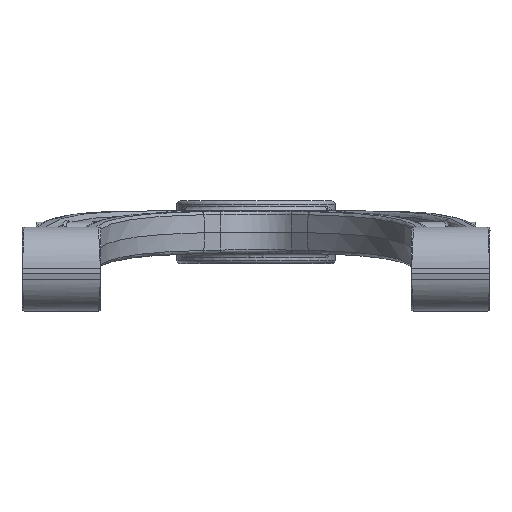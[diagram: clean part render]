
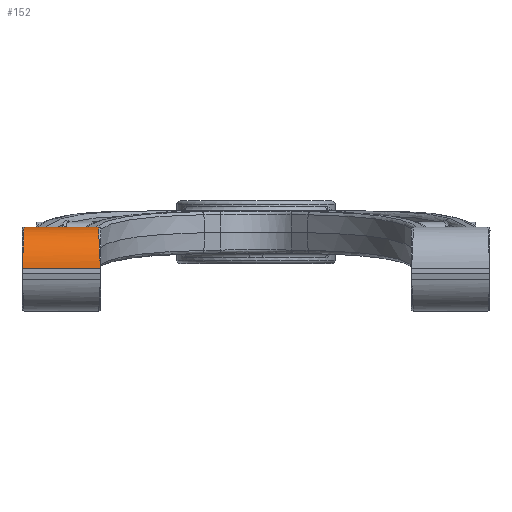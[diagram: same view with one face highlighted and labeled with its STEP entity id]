
A CAD part, top view. The second image highlights one B-rep face of the part: STEP entity #152.
In plain terms, the highlighted cylindrical face has radius 25 mm (diameter 50 mm), a partial arc.
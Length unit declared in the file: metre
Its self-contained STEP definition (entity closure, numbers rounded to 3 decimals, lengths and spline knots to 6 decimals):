
#152 = ADVANCED_FACE( '', ( #801 ), #802, .T. );
#801 = FACE_OUTER_BOUND( '', #6940, .T. );
#802 = CYLINDRICAL_SURFACE( '', #6941, 0.025 );
#6940 = EDGE_LOOP( '', ( #29912, #29913, #29914, #29915 ) );
#6941 = AXIS2_PLACEMENT_3D( '', #29916, #29917, #29918 );
#29912 = ORIENTED_EDGE( '', *, *, #32948, .T. );
#29913 = ORIENTED_EDGE( '', *, *, #32954, .T. );
#29914 = ORIENTED_EDGE( '', *, *, #32922, .T. );
#29915 = ORIENTED_EDGE( '', *, *, #32955, .T. );
#29916 = CARTESIAN_POINT( '', ( -0.00061, 0.547256, -0.334852 ) );
#29917 = DIRECTION( '', ( 1., 0., 0. ) );
#29918 = DIRECTION( '', ( 0., 1., 0. ) );
#32922 = EDGE_CURVE( '', #34450, #34440, #34451, .T. );
#32948 = EDGE_CURVE( '', #34496, #34494, #34497, .T. );
#32954 = EDGE_CURVE( '', #34494, #34450, #34505, .T. );
#32955 = EDGE_CURVE( '', #34440, #34496, #34506, .T. );
#34440 = VERTEX_POINT( '', #39189 );
#34450 = VERTEX_POINT( '', #39207 );
#34451 = LINE( '', #39208, #39209 );
#34494 = VERTEX_POINT( '', #39453 );
#34496 = VERTEX_POINT( '', #39493 );
#34497 = LINE( '', #39494, #39495 );
#34505 = B_SPLINE_CURVE_WITH_KNOTS( '', 5, ( #39586, #39587, #39588, #39589, #39590, #39591, #39592, #39593, #39594, #39595, #39596, #39597, #39598, #39599, #39600 ), .UNSPECIFIED., .F., .F., ( 6, 3, 3, 3, 6 ), ( 0., 16.368754, 32.750306, 49.151179, 52.796996 ), .UNSPECIFIED. );
#34506 = B_SPLINE_CURVE_WITH_KNOTS( '', 3, ( #39601, #39602, #39603, #39604, #39605, #39606, #39607, #39608, #39609, #39610, #39611, #39612, #39613, #39614, #39615, #39616, #39617, #39618, #39619, #39620, #39621, #39622, #39623, #39624, #39625, #39626, #39627, #39628, #39629, #39630, #39631, #39632, #39633, #39634, #39635, #39636, #39637, #39638, #39639, #39640, #39641, #39642, #39643 ), .UNSPECIFIED., .F., .F., ( 4, 1, 1, 1, 1, 1, 1, 1, 1, 1, 1, 1, 1, 1, 1, 1, 1, 1, 1, 1, 1, 1, 1, 1, 1, 1, 1, 1, 1, 1, 1, 1, 1, 1, 1, 1, 1, 1, 1, 1, 4 ), ( 0., 0.013455, 0.026711, 0.039768, 0.052626, 0.065285, 0.077745, 0.090006, 0.102067, 0.11393, 0.125594, 0.137059, 0.148325, 0.159392, 0.17026, 0.180929, 0.191399, 0.20167, 0.211742, 0.221614, 0.231288, 0.240763, 0.250039, 0.316049, 0.379711, 0.441025, 0.499991, 0.564031, 0.627037, 0.68901, 0.749951, 0.775075, 0.800173, 0.825244, 0.850288, 0.875306, 0.900297, 0.925262, 0.950201, 0.975114, 1. ), .UNSPECIFIED. );
#39189 = CARTESIAN_POINT( '', ( -0.092649, 0.547692, -0.309856 ) );
#39207 = CARTESIAN_POINT( '', ( -0.139126, 0.547692, -0.309856 ) );
#39208 = CARTESIAN_POINT( '', ( -0.00061, 0.547692, -0.309856 ) );
#39209 = VECTOR( '', #49482, 1. );
#39453 = CARTESIAN_POINT( '', ( -0.138079, 0.572256, -0.334852 ) );
#39493 = CARTESIAN_POINT( '', ( -0.093696, 0.572256, -0.334852 ) );
#39494 = CARTESIAN_POINT( '', ( -0.00061, 0.572256, -0.334852 ) );
#39495 = VECTOR( '', #49488, 1. );
#39586 = CARTESIAN_POINT( '', ( -0.138079, 0.572256, -0.334852 ) );
#39587 = CARTESIAN_POINT( '', ( -0.138066, 0.572256, -0.332443 ) );
#39588 = CARTESIAN_POINT( '', ( -0.138067, 0.571966, -0.330034 ) );
#39589 = CARTESIAN_POINT( '', ( -0.138082, 0.571385, -0.327671 ) );
#39590 = CARTESIAN_POINT( '', ( -0.13814, 0.569666, -0.323131 ) );
#39591 = CARTESIAN_POINT( '', ( -0.13825, 0.566918, -0.319129 ) );
#39592 = CARTESIAN_POINT( '', ( -0.138318, 0.565308, -0.317304 ) );
#39593 = CARTESIAN_POINT( '', ( -0.138475, 0.561678, -0.314077 ) );
#39594 = CARTESIAN_POINT( '', ( -0.13867, 0.557387, -0.311805 ) );
#39595 = CARTESIAN_POINT( '', ( -0.138775, 0.555113, -0.310934 ) );
#39596 = CARTESIAN_POINT( '', ( -0.138909, 0.552233, -0.310215 ) );
#39597 = CARTESIAN_POINT( '', ( -0.139049, 0.549299, -0.309927 ) );
#39598 = CARTESIAN_POINT( '', ( -0.139075, 0.548764, -0.309889 ) );
#39599 = CARTESIAN_POINT( '', ( -0.139101, 0.548228, -0.309865 ) );
#39600 = CARTESIAN_POINT( '', ( -0.139126, 0.547692, -0.309856 ) );
#39601 = CARTESIAN_POINT( '', ( -0.092649, 0.547692, -0.309856 ) );
#39602 = CARTESIAN_POINT( '', ( -0.092657, 0.547866, -0.30986 ) );
#39603 = CARTESIAN_POINT( '', ( -0.092674, 0.548212, -0.309868 ) );
#39604 = CARTESIAN_POINT( '', ( -0.092698, 0.548725, -0.309894 ) );
#39605 = CARTESIAN_POINT( '', ( -0.092722, 0.549231, -0.309928 ) );
#39606 = CARTESIAN_POINT( '', ( -0.092746, 0.549728, -0.309973 ) );
#39607 = CARTESIAN_POINT( '', ( -0.092769, 0.550216, -0.310026 ) );
#39608 = CARTESIAN_POINT( '', ( -0.092792, 0.550696, -0.310088 ) );
#39609 = CARTESIAN_POINT( '', ( -0.092814, 0.551166, -0.310158 ) );
#39610 = CARTESIAN_POINT( '', ( -0.092836, 0.551628, -0.310236 ) );
#39611 = CARTESIAN_POINT( '', ( -0.092857, 0.55208, -0.31032 ) );
#39612 = CARTESIAN_POINT( '', ( -0.092878, 0.552524, -0.310412 ) );
#39613 = CARTESIAN_POINT( '', ( -0.092899, 0.552958, -0.31051 ) );
#39614 = CARTESIAN_POINT( '', ( -0.092918, 0.553382, -0.310613 ) );
#39615 = CARTESIAN_POINT( '', ( -0.092938, 0.553798, -0.310722 ) );
#39616 = CARTESIAN_POINT( '', ( -0.092957, 0.554204, -0.310836 ) );
#39617 = CARTESIAN_POINT( '', ( -0.092975, 0.554601, -0.310954 ) );
#39618 = CARTESIAN_POINT( '', ( -0.092993, 0.554988, -0.311077 ) );
#39619 = CARTESIAN_POINT( '', ( -0.093011, 0.555366, -0.311203 ) );
#39620 = CARTESIAN_POINT( '', ( -0.093028, 0.555735, -0.311333 ) );
#39621 = CARTESIAN_POINT( '', ( -0.093045, 0.556094, -0.311465 ) );
#39622 = CARTESIAN_POINT( '', ( -0.093061, 0.556444, -0.311601 ) );
#39623 = CARTESIAN_POINT( '', ( -0.093077, 0.556785, -0.311739 ) );
#39624 = CARTESIAN_POINT( '', ( -0.093123, 0.557796, -0.312164 ) );
#39625 = CARTESIAN_POINT( '', ( -0.093197, 0.559413, -0.312958 ) );
#39626 = CARTESIAN_POINT( '', ( -0.093291, 0.561513, -0.314268 ) );
#39627 = CARTESIAN_POINT( '', ( -0.093374, 0.563404, -0.315719 ) );
#39628 = CARTESIAN_POINT( '', ( -0.09345, 0.565155, -0.317344 ) );
#39629 = CARTESIAN_POINT( '', ( -0.093517, 0.566758, -0.319146 ) );
#39630 = CARTESIAN_POINT( '', ( -0.093575, 0.568199, -0.321128 ) );
#39631 = CARTESIAN_POINT( '', ( -0.093623, 0.569421, -0.323206 ) );
#39632 = CARTESIAN_POINT( '', ( -0.093652, 0.570231, -0.324946 ) );
#39633 = CARTESIAN_POINT( '', ( -0.09367, 0.57075, -0.326289 ) );
#39634 = CARTESIAN_POINT( '', ( -0.09368, 0.571066, -0.327211 ) );
#39635 = CARTESIAN_POINT( '', ( -0.093689, 0.571346, -0.328144 ) );
#39636 = CARTESIAN_POINT( '', ( -0.093695, 0.571589, -0.329087 ) );
#39637 = CARTESIAN_POINT( '', ( -0.0937, 0.571794, -0.330037 ) );
#39638 = CARTESIAN_POINT( '', ( -0.093703, 0.571963, -0.330993 ) );
#39639 = CARTESIAN_POINT( '', ( -0.093704, 0.572094, -0.331954 ) );
#39640 = CARTESIAN_POINT( '', ( -0.093703, 0.572187, -0.332919 ) );
#39641 = CARTESIAN_POINT( '', ( -0.0937, 0.572245, -0.333885 ) );
#39642 = CARTESIAN_POINT( '', ( -0.093697, 0.572252, -0.33453 ) );
#39643 = CARTESIAN_POINT( '', ( -0.093696, 0.572256, -0.334852 ) );
#49482 = DIRECTION( '', ( 1., 0., 0. ) );
#49488 = DIRECTION( '', ( -1., 0., 0. ) );
